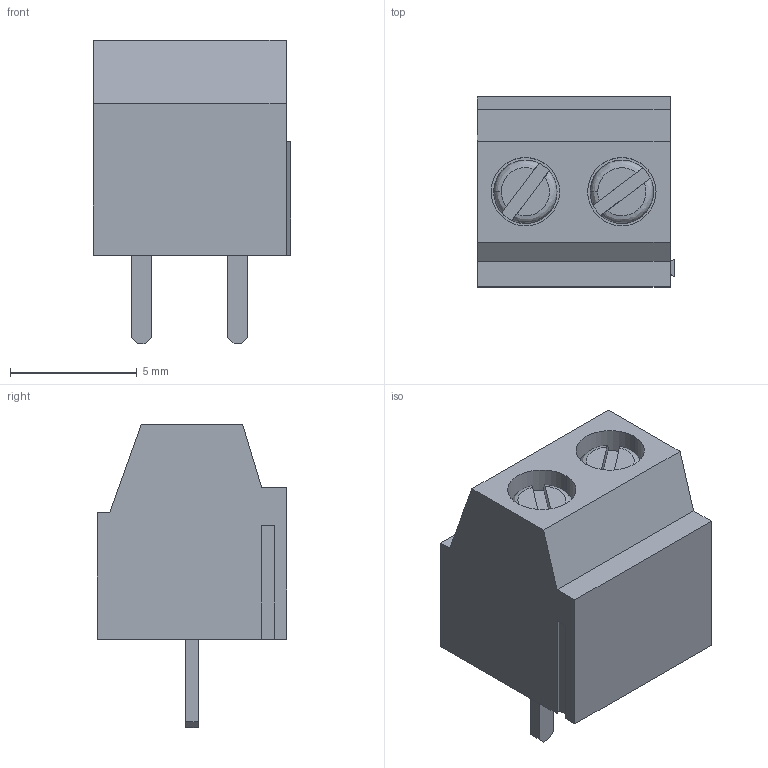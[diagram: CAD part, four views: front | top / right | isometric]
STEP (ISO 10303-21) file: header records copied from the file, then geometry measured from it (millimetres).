
FILE_DESCRIPTION (( 'STEP AP214' ), '1' );
FILE_NAME ('88F5D3E1-2FE5-4C02-B9C4-FDD26161486A.STEP', '2022-09-06T11:02:29', ( '' ), ( '' ), 'SwSTEP 2.0', 'SolidWorks 2022', '' );
FILE_SCHEMA (( 'AUTOMOTIVE_DESIGN' ));
Length unit declared in the file: millimetre
Products named in the file (1): 88F5D3E1-2FE5-4C02-B9C4-FDD26161486A
Bounding box: 7.81 x 7.5 x 12 mm (x, y, z)
Volume: 367.9 mm3; surface area: 540.2 mm2
Topology: 1 solids, 1 shells, 76 faces, 188 edges, 122 vertices
Faces by surface type: plane 62, cylinder 8, bspline 6
Entity records: 3178 total; most frequent: CARTESIAN_POINT 535, ORIENTED_EDGE 376, DIRECTION 342, EDGE_CURVE 188, LINE 148, VECTOR 148, VERTEX_POINT 122, AXIS2_PLACEMENT_3D 97
